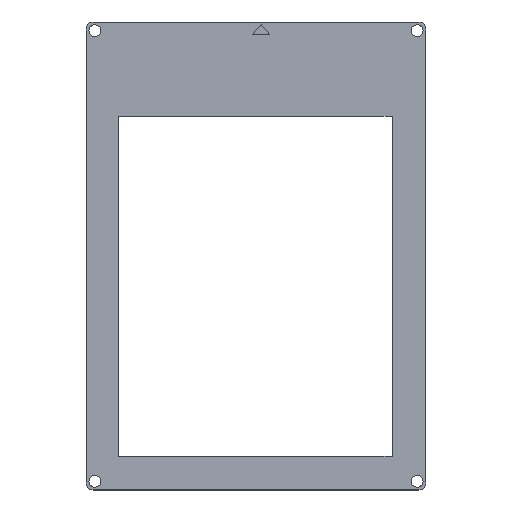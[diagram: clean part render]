
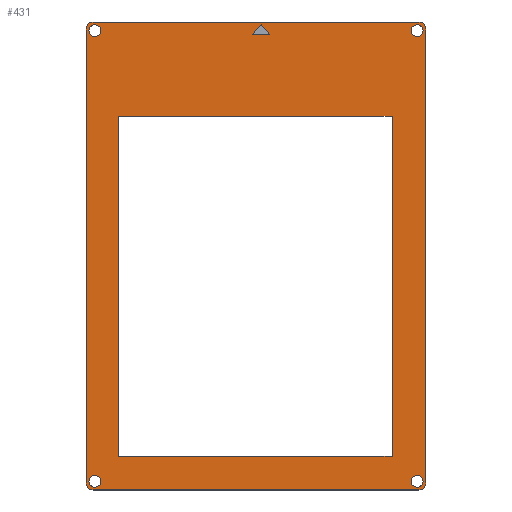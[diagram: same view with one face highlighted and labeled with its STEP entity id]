
A CAD part, top view. The second image highlights one B-rep face of the part: STEP entity #431.
In plain terms, the highlighted planar face has unit normal (0, 0, 1).
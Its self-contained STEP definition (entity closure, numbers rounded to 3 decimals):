
#20=FACE_BOUND('',#89,.T.);
#21=FACE_BOUND('',#90,.T.);
#22=FACE_BOUND('',#91,.T.);
#23=FACE_BOUND('',#92,.T.);
#24=FACE_BOUND('',#93,.T.);
#25=FACE_BOUND('',#94,.T.);
#39=PLANE('',#483);
#61=FACE_OUTER_BOUND('',#88,.T.);
#88=EDGE_LOOP('',(#383,#384,#385,#386,#387,#388,#389,#390));
#89=EDGE_LOOP('',(#391));
#90=EDGE_LOOP('',(#392));
#91=EDGE_LOOP('',(#393));
#92=EDGE_LOOP('',(#394));
#93=EDGE_LOOP('',(#395,#396,#397));
#94=EDGE_LOOP('',(#398,#399,#400,#401));
#105=LINE('',#645,#146);
#111=LINE('',#660,#152);
#117=LINE('',#684,#158);
#121=LINE('',#692,#162);
#124=LINE('',#697,#165);
#126=LINE('',#703,#167);
#129=LINE('',#708,#170);
#131=LINE('',#712,#172);
#133=LINE('',#715,#174);
#134=LINE('',#717,#175);
#135=LINE('',#719,#176);
#146=VECTOR('',#520,10.);
#152=VECTOR('',#536,10.);
#158=VECTOR('',#564,10.);
#162=VECTOR('',#570,10.);
#165=VECTOR('',#575,10.);
#167=VECTOR('',#581,10.);
#170=VECTOR('',#586,10.);
#172=VECTOR('',#590,10.);
#174=VECTOR('',#594,10.);
#175=VECTOR('',#597,10.);
#176=VECTOR('',#600,10.);
#177=CIRCLE('',#447,2.);
#186=CIRCLE('',#459,2.);
#187=CIRCLE('',#461,2.);
#188=CIRCLE('',#464,2.);
#189=CIRCLE('',#466,1.7);
#190=CIRCLE('',#468,1.7);
#191=CIRCLE('',#470,1.7);
#192=CIRCLE('',#472,1.7);
#193=VERTEX_POINT('',#605);
#194=VERTEX_POINT('',#606);
#211=VERTEX_POINT('',#644);
#212=VERTEX_POINT('',#648);
#213=VERTEX_POINT('',#652);
#214=VERTEX_POINT('',#653);
#215=VERTEX_POINT('',#658);
#216=VERTEX_POINT('',#662);
#217=VERTEX_POINT('',#666);
#218=VERTEX_POINT('',#670);
#219=VERTEX_POINT('',#674);
#220=VERTEX_POINT('',#678);
#221=VERTEX_POINT('',#682);
#222=VERTEX_POINT('',#683);
#225=VERTEX_POINT('',#691);
#227=VERTEX_POINT('',#701);
#228=VERTEX_POINT('',#702);
#229=VERTEX_POINT('',#707);
#230=VERTEX_POINT('',#711);
#231=EDGE_CURVE('',#193,#194,#177,.T.);
#250=EDGE_CURVE('',#211,#194,#105,.T.);
#252=EDGE_CURVE('',#211,#212,#186,.T.);
#254=EDGE_CURVE('',#213,#214,#187,.T.);
#258=EDGE_CURVE('',#213,#215,#111,.T.);
#259=EDGE_CURVE('',#216,#215,#188,.T.);
#261=EDGE_CURVE('',#217,#217,#189,.T.);
#263=EDGE_CURVE('',#218,#218,#190,.T.);
#265=EDGE_CURVE('',#219,#219,#191,.T.);
#267=EDGE_CURVE('',#220,#220,#192,.T.);
#269=EDGE_CURVE('',#221,#222,#117,.T.);
#273=EDGE_CURVE('',#225,#221,#121,.T.);
#276=EDGE_CURVE('',#222,#225,#124,.T.);
#278=EDGE_CURVE('',#227,#228,#126,.T.);
#281=EDGE_CURVE('',#228,#229,#129,.T.);
#283=EDGE_CURVE('',#229,#230,#131,.T.);
#285=EDGE_CURVE('',#230,#227,#133,.T.);
#286=EDGE_CURVE('',#193,#214,#134,.T.);
#287=EDGE_CURVE('',#216,#212,#135,.T.);
#383=ORIENTED_EDGE('',*,*,#231,.F.);
#384=ORIENTED_EDGE('',*,*,#286,.T.);
#385=ORIENTED_EDGE('',*,*,#254,.F.);
#386=ORIENTED_EDGE('',*,*,#258,.T.);
#387=ORIENTED_EDGE('',*,*,#259,.F.);
#388=ORIENTED_EDGE('',*,*,#287,.T.);
#389=ORIENTED_EDGE('',*,*,#252,.F.);
#390=ORIENTED_EDGE('',*,*,#250,.T.);
#391=ORIENTED_EDGE('',*,*,#261,.T.);
#392=ORIENTED_EDGE('',*,*,#263,.T.);
#393=ORIENTED_EDGE('',*,*,#265,.T.);
#394=ORIENTED_EDGE('',*,*,#267,.T.);
#395=ORIENTED_EDGE('',*,*,#269,.T.);
#396=ORIENTED_EDGE('',*,*,#276,.T.);
#397=ORIENTED_EDGE('',*,*,#273,.T.);
#398=ORIENTED_EDGE('',*,*,#283,.T.);
#399=ORIENTED_EDGE('',*,*,#285,.T.);
#400=ORIENTED_EDGE('',*,*,#278,.T.);
#401=ORIENTED_EDGE('',*,*,#281,.T.);
#431=ADVANCED_FACE('',(#61,#20,#21,#22,#23,#24,#25),#39,.T.);
#447=AXIS2_PLACEMENT_3D('',#607,#488,#489);
#459=AXIS2_PLACEMENT_3D('',#649,#524,#525);
#461=AXIS2_PLACEMENT_3D('',#654,#529,#530);
#464=AXIS2_PLACEMENT_3D('',#663,#539,#540);
#466=AXIS2_PLACEMENT_3D('',#667,#544,#545);
#468=AXIS2_PLACEMENT_3D('',#671,#549,#550);
#470=AXIS2_PLACEMENT_3D('',#675,#554,#555);
#472=AXIS2_PLACEMENT_3D('',#679,#559,#560);
#483=AXIS2_PLACEMENT_3D('',#720,#601,#602);
#488=DIRECTION('center_axis',(0.,0.,-1.));
#489=DIRECTION('ref_axis',(0.707,0.707,0.));
#520=DIRECTION('',(0.,1.,0.));
#524=DIRECTION('center_axis',(0.,0.,-1.));
#525=DIRECTION('ref_axis',(0.707,-0.707,0.));
#529=DIRECTION('center_axis',(0.,0.,-1.));
#530=DIRECTION('ref_axis',(-0.707,0.707,0.));
#536=DIRECTION('',(0.,-1.,0.));
#539=DIRECTION('center_axis',(0.,0.,-1.));
#540=DIRECTION('ref_axis',(-0.707,-0.707,0.));
#544=DIRECTION('center_axis',(0.,0.,-1.));
#545=DIRECTION('ref_axis',(-1.,0.,0.));
#549=DIRECTION('center_axis',(0.,0.,-1.));
#550=DIRECTION('ref_axis',(-1.,0.,0.));
#554=DIRECTION('center_axis',(0.,0.,-1.));
#555=DIRECTION('ref_axis',(-1.,0.,0.));
#559=DIRECTION('center_axis',(0.,0.,-1.));
#560=DIRECTION('ref_axis',(-1.,0.,0.));
#564=DIRECTION('',(0.64,0.768,0.));
#570=DIRECTION('',(-1.,0.,0.));
#575=DIRECTION('',(0.64,-0.768,0.));
#581=DIRECTION('',(-1.,0.,0.));
#586=DIRECTION('',(0.,1.,0.));
#590=DIRECTION('',(1.,0.,0.));
#594=DIRECTION('',(0.,-1.,0.));
#597=DIRECTION('',(-1.,0.,0.));
#600=DIRECTION('',(1.,0.,0.));
#601=DIRECTION('center_axis',(0.,0.,1.));
#602=DIRECTION('ref_axis',(1.,0.,0.));
#605=CARTESIAN_POINT('',(145.074,183.711,3.));
#606=CARTESIAN_POINT('',(147.074,181.711,3.));
#607=CARTESIAN_POINT('Origin',(145.074,181.711,3.));
#644=CARTESIAN_POINT('',(147.074,52.,3.));
#645=CARTESIAN_POINT('',(147.074,50.,3.));
#648=CARTESIAN_POINT('',(145.074,50.,3.));
#649=CARTESIAN_POINT('Origin',(145.074,52.,3.));
#652=CARTESIAN_POINT('',(50.,181.711,3.));
#653=CARTESIAN_POINT('',(52.,183.711,3.));
#654=CARTESIAN_POINT('Origin',(52.,181.711,3.));
#658=CARTESIAN_POINT('',(50.,52.,3.));
#660=CARTESIAN_POINT('',(50.,183.711,3.));
#662=CARTESIAN_POINT('',(52.,50.,3.));
#663=CARTESIAN_POINT('Origin',(52.,52.,3.));
#666=CARTESIAN_POINT('',(146.274,181.211,3.));
#667=CARTESIAN_POINT('Origin',(144.574,181.211,3.));
#670=CARTESIAN_POINT('',(54.2,52.5,3.));
#671=CARTESIAN_POINT('Origin',(52.5,52.5,3.));
#674=CARTESIAN_POINT('',(54.2,181.211,3.));
#675=CARTESIAN_POINT('Origin',(52.5,181.211,3.));
#678=CARTESIAN_POINT('',(146.274,52.5,3.));
#679=CARTESIAN_POINT('Origin',(144.574,52.5,3.));
#682=CARTESIAN_POINT('',(97.5,180.,3.));
#683=CARTESIAN_POINT('',(100.,183.,3.));
#684=CARTESIAN_POINT('',(82.185,161.622,3.));
#691=CARTESIAN_POINT('',(102.5,180.,3.));
#692=CARTESIAN_POINT('',(100.519,180.,3.));
#697=CARTESIAN_POINT('',(115.965,163.842,3.));
#701=CARTESIAN_POINT('',(137.4,59.6,3.));
#702=CARTESIAN_POINT('',(59.2,59.6,3.));
#703=CARTESIAN_POINT('',(78.869,59.6,3.));
#707=CARTESIAN_POINT('',(59.2,156.85,3.));
#708=CARTESIAN_POINT('',(59.2,136.853,3.));
#711=CARTESIAN_POINT('',(137.4,156.85,3.));
#712=CARTESIAN_POINT('',(117.969,156.85,3.));
#715=CARTESIAN_POINT('',(137.4,88.228,3.));
#717=CARTESIAN_POINT('',(147.074,183.711,3.));
#719=CARTESIAN_POINT('',(50.,50.,3.));
#720=CARTESIAN_POINT('Origin',(98.537,116.856,3.));
